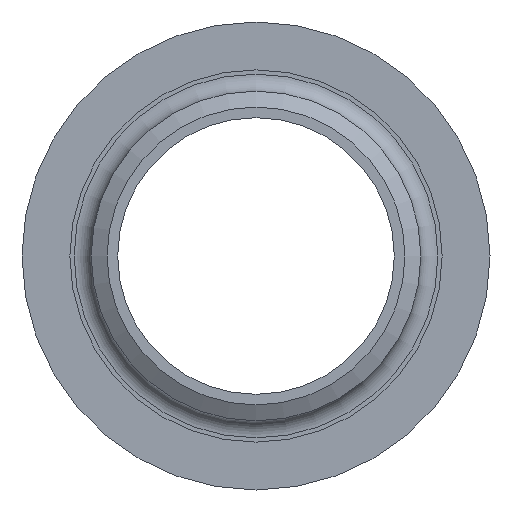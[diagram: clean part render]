
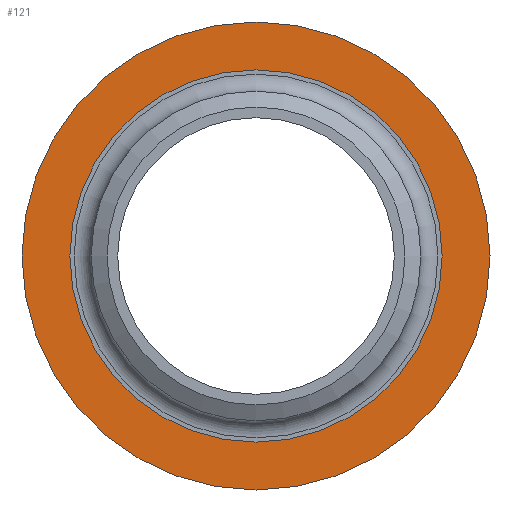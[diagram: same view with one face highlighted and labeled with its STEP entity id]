
A CAD part, left-side view. The second image highlights one B-rep face of the part: STEP entity #121.
In plain terms, the highlighted planar face has unit normal (-1, 0, 0).
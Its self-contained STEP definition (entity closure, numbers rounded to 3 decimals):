
#20=PLANE('',#140);
#30=FACE_BOUND('',#57,.T.);
#40=FACE_OUTER_BOUND('',#56,.T.);
#56=EDGE_LOOP('',(#106));
#57=EDGE_LOOP('',(#107));
#70=CIRCLE('',#139,17.5);
#71=CIRCLE('',#141,22.);
#80=VERTEX_POINT('',#208);
#81=VERTEX_POINT('',#211);
#90=EDGE_CURVE('',#80,#80,#70,.T.);
#91=EDGE_CURVE('',#81,#81,#71,.T.);
#106=ORIENTED_EDGE('',*,*,#91,.F.);
#107=ORIENTED_EDGE('',*,*,#90,.T.);
#121=ADVANCED_FACE('',(#40,#30),#20,.T.);
#139=AXIS2_PLACEMENT_3D('',#209,#173,#174);
#140=AXIS2_PLACEMENT_3D('',#210,#175,#176);
#141=AXIS2_PLACEMENT_3D('',#212,#177,#178);
#173=DIRECTION('center_axis',(1.,0.,0.));
#174=DIRECTION('ref_axis',(0.,0.,-1.));
#175=DIRECTION('center_axis',(-1.,0.,0.));
#176=DIRECTION('ref_axis',(0.,0.,1.));
#177=DIRECTION('center_axis',(1.,0.,0.));
#178=DIRECTION('ref_axis',(0.,0.,-1.));
#208=CARTESIAN_POINT('',(-10.,17.5,0.));
#209=CARTESIAN_POINT('Origin',(-10.,0.,0.));
#210=CARTESIAN_POINT('Origin',(-10.,22.,0.));
#211=CARTESIAN_POINT('',(-10.,22.,0.));
#212=CARTESIAN_POINT('Origin',(-10.,0.,0.));
